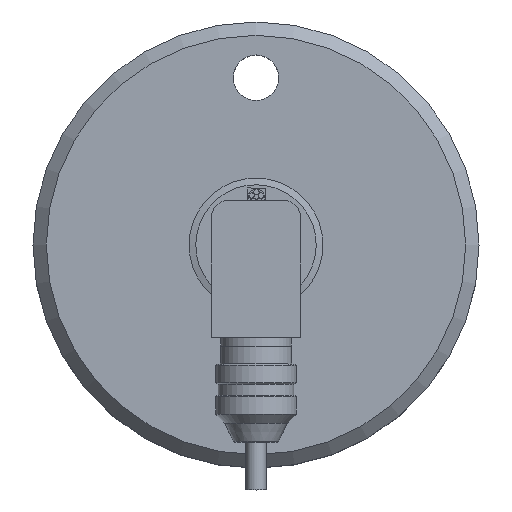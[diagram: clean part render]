
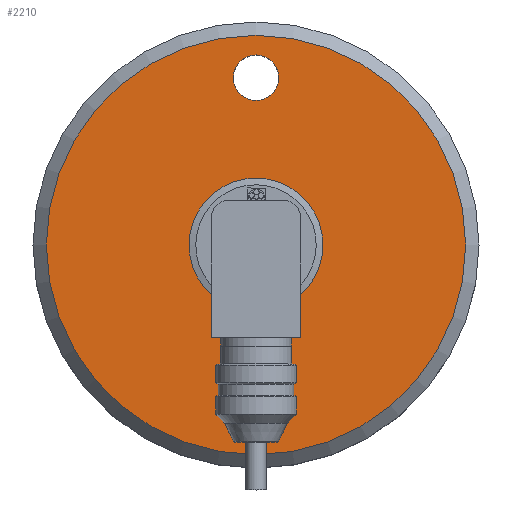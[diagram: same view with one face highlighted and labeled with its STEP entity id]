
A CAD part, top view. The second image highlights one B-rep face of the part: STEP entity #2210.
In plain terms, the highlighted planar face has unit normal (0, 0, 1).
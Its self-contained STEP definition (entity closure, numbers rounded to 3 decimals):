
#394 = EDGE_LOOP ( 'NONE', ( #5790 ) ) ;
#583 = AXIS2_PLACEMENT_3D ( 'NONE', #847, #5548, #759 ) ;
#584 = FACE_OUTER_BOUND ( 'NONE', #394, .T. ) ;
#759 = DIRECTION ( 'NONE',  ( 1., 0., 0. ) ) ;
#847 = CARTESIAN_POINT ( 'NONE',  ( 0., 0., 37. ) ) ;
#1041 = DIRECTION ( 'NONE',  ( 0., 0., 1. ) ) ;
#1247 = CARTESIAN_POINT ( 'NONE',  ( 11.75, 0., 37. ) ) ;
#1378 = CIRCLE ( 'NONE', #2575, 47. ) ;
#1381 = ORIENTED_EDGE ( 'NONE', *, *, #4519, .F. ) ;
#1486 = FACE_BOUND ( 'NONE', #3166, .T. ) ;
#1714 = EDGE_CURVE ( 'NONE', #2498, #2498, #6089, .T. ) ;
#2113 = CARTESIAN_POINT ( 'NONE',  ( 0., 0., 37. ) ) ;
#2158 = DIRECTION ( 'NONE',  ( 0., 0., 1. ) ) ;
#2210 = ADVANCED_FACE ( 'NONE', ( #1486, #584, #5240 ), #5697, .T. ) ;
#2331 = DIRECTION ( 'NONE',  ( 1., 0., 0. ) ) ;
#2498 = VERTEX_POINT ( 'NONE', #4424 ) ;
#2567 = CIRCLE ( 'NONE', #583, 11.75 ) ;
#2575 = AXIS2_PLACEMENT_3D ( 'NONE', #2113, #4001, #5884 ) ;
#3166 = EDGE_LOOP ( 'NONE', ( #1381 ) ) ;
#3293 = CARTESIAN_POINT ( 'NONE',  ( 0., 37.5, 37. ) ) ;
#3431 = EDGE_LOOP ( 'NONE', ( #4886 ) ) ;
#3438 = AXIS2_PLACEMENT_3D ( 'NONE', #3293, #2158, #2331 ) ;
#4001 = DIRECTION ( 'NONE',  ( 0., 0., 1. ) ) ;
#4305 = DIRECTION ( 'NONE',  ( 1., 0., 0. ) ) ;
#4318 = VERTEX_POINT ( 'NONE', #5252 ) ;
#4424 = CARTESIAN_POINT ( 'NONE',  ( 5.1, 37.5, 37. ) ) ;
#4519 = EDGE_CURVE ( 'NONE', #5503, #5503, #2567, .T. ) ;
#4839 = AXIS2_PLACEMENT_3D ( 'NONE', #5757, #1041, #4305 ) ;
#4886 = ORIENTED_EDGE ( 'NONE', *, *, #1714, .F. ) ;
#5240 = FACE_BOUND ( 'NONE', #3431, .T. ) ;
#5252 = CARTESIAN_POINT ( 'NONE',  ( 47., 0., 37. ) ) ;
#5503 = VERTEX_POINT ( 'NONE', #1247 ) ;
#5548 = DIRECTION ( 'NONE',  ( 0., 0., 1. ) ) ;
#5584 = EDGE_CURVE ( 'NONE', #4318, #4318, #1378, .T. ) ;
#5697 = PLANE ( 'NONE',  #4839 ) ;
#5757 = CARTESIAN_POINT ( 'NONE',  ( 0., -50., 37. ) ) ;
#5790 = ORIENTED_EDGE ( 'NONE', *, *, #5584, .T. ) ;
#5884 = DIRECTION ( 'NONE',  ( 1., 0., 0. ) ) ;
#6089 = CIRCLE ( 'NONE', #3438, 5.1 ) ;
